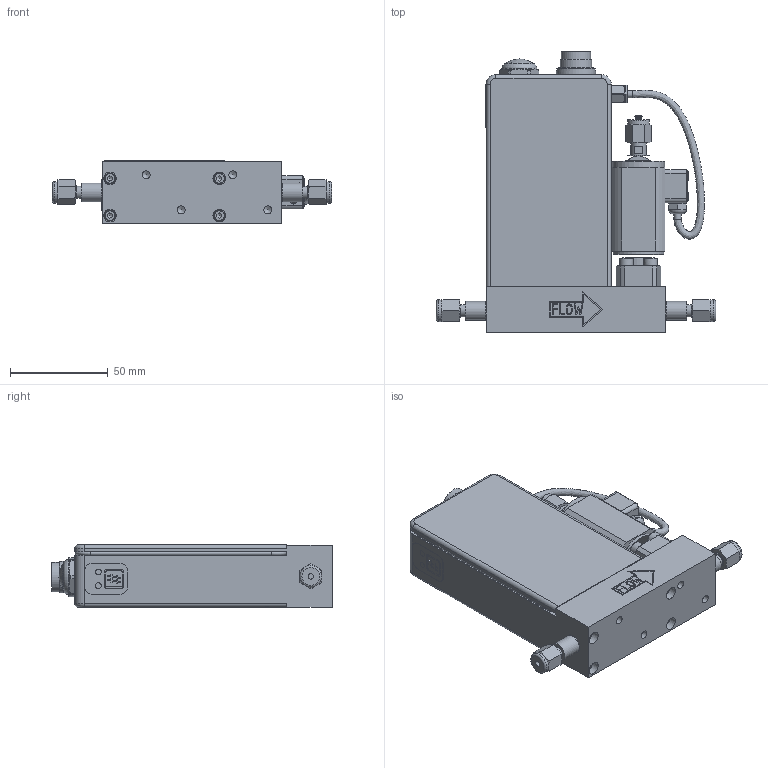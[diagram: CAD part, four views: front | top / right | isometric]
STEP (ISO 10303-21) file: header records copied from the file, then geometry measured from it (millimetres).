
FILE_DESCRIPTION(/* description */ (''),/* implementation_level */ '2;1');
FILE_NAME(/* name */ 'M12V14l-Ann-11-n.stp',/* time_stamp */ '2023-02-17T18:30:39+01:00',/* author */ ('R-Gerrits'),/* organization */ (''),/* preprocessor_version */ 'ST-DEVELOPER v18.1',/* originating_system */ 'Autodesk Inventor 2021',/* authorisation */ '');
FILE_SCHEMA (('AUTOMOTIVE_DESIGN { 1 0 10303 214 3 1 1 }'));
Length unit declared in the file: millimetre
Products named in the file (1): Part1
Bounding box: 143 x 143.8 x 32.14 mm (x, y, z)
Volume: 343300.1 mm3; surface area: 50715.2 mm2
Topology: 1 solids, 10 shells, 676 faces, 1650 edges, 1060 vertices
Faces by surface type: plane 376, cylinder 137, cone 72, torus 49, bspline 34, sphere 8
Full cylindrical faces by diameter (mm): 1 x8, 2.381 x1, 2.459 x2, 2.5 x1, 2.8 x4, 3 x3, 3.175 x1, 3.2 x1, 3.7 x3, 4.134 x4, 4.6 x1, 4.917 x1, 5 x2, 5.5 x10, 6 x4, 6.2 x2, 6.4 x1, 6.5 x4, 6.917 x2, 7 x5, 7.938 x1, 9.53 x2, 11.1 x2, 11.113 x1, 11.989 x1, 14.5 x1, 15 x1, 16 x2, 16.8 x1, 18 x1
Entity records: 20423 total; most frequent: CARTESIAN_POINT 4665, ORIENTED_EDGE 3244, DIRECTION 3147, EDGE_CURVE 1622, AXIS2_PLACEMENT_3D 1146, VERTEX_POINT 1060, LINE 855, VECTOR 855
